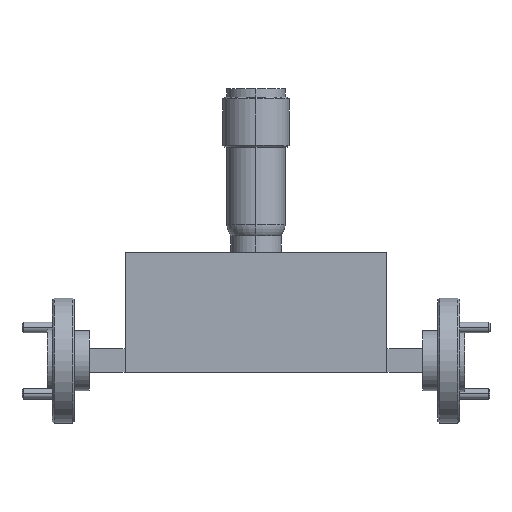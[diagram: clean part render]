
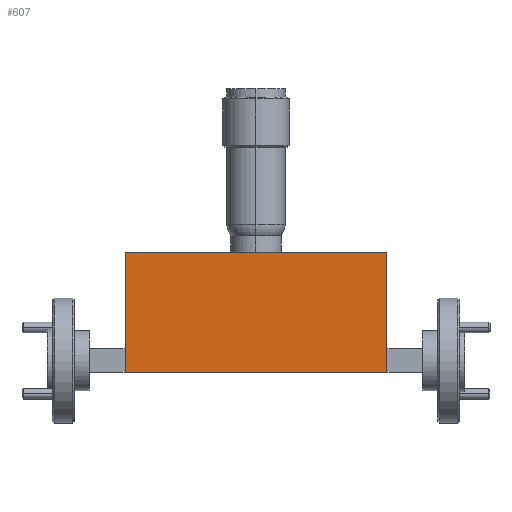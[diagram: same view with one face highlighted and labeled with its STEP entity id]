
A CAD part, top view. The second image highlights one B-rep face of the part: STEP entity #607.
In plain terms, the highlighted planar face has unit normal (0, 0, 1).
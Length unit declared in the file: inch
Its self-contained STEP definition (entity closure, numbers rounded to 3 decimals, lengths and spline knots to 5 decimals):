
#9 = DIRECTION ( 'NONE',  ( 0., -1., 0. ) ) ;
#328 = VERTEX_POINT ( 'NONE', #4978 ) ;
#412 = VECTOR ( 'NONE', #3435, 39.37008 ) ;
#607 = ADVANCED_FACE ( 'NONE', ( #4996 ), #4353, .T. ) ;
#879 = VERTEX_POINT ( 'NONE', #4735 ) ;
#1204 = CARTESIAN_POINT ( 'NONE',  ( 0.465, 0.6495, 0.215 ) ) ;
#1472 = VERTEX_POINT ( 'NONE', #1726 ) ;
#1508 = LINE ( 'NONE', #3544, #4507 ) ;
#1520 = DIRECTION ( 'NONE',  ( -1., 0., 0. ) ) ;
#1726 = CARTESIAN_POINT ( 'NONE',  ( 2.035, -0.0705, 0.215 ) ) ;
#2255 = EDGE_LOOP ( 'NONE', ( #4500, #2578, #4752, #3242 ) ) ;
#2465 = VERTEX_POINT ( 'NONE', #2557 ) ;
#2557 = CARTESIAN_POINT ( 'NONE',  ( 0.465, 0.6495, 0.215 ) ) ;
#2578 = ORIENTED_EDGE ( 'NONE', *, *, #5011, .F. ) ;
#2665 = LINE ( 'NONE', #3794, #412 ) ;
#2844 = VECTOR ( 'NONE', #1520, 39.37008 ) ;
#2971 = LINE ( 'NONE', #4263, #2844 ) ;
#3242 = ORIENTED_EDGE ( 'NONE', *, *, #5032, .T. ) ;
#3435 = DIRECTION ( 'NONE',  ( -1., 0., 0. ) ) ;
#3512 = AXIS2_PLACEMENT_3D ( 'NONE', #1204, #3588, #4736 ) ;
#3532 = DIRECTION ( 'NONE',  ( 0., -1., 0. ) ) ;
#3544 = CARTESIAN_POINT ( 'NONE',  ( 0.465, 0.6495, 0.215 ) ) ;
#3588 = DIRECTION ( 'NONE',  ( 0., 0., 1. ) ) ;
#3727 = VECTOR ( 'NONE', #9, 39.37008 ) ;
#3794 = CARTESIAN_POINT ( 'NONE',  ( 0.465, -0.0705, 0.215 ) ) ;
#3850 = LINE ( 'NONE', #3892, #3727 ) ;
#3892 = CARTESIAN_POINT ( 'NONE',  ( 2.035, 0.6495, 0.215 ) ) ;
#4263 = CARTESIAN_POINT ( 'NONE',  ( 0.465, 0.6495, 0.215 ) ) ;
#4353 = PLANE ( 'NONE',  #3512 ) ;
#4500 = ORIENTED_EDGE ( 'NONE', *, *, #4924, .F. ) ;
#4507 = VECTOR ( 'NONE', #3532, 39.37008 ) ;
#4735 = CARTESIAN_POINT ( 'NONE',  ( 2.035, 0.6495, 0.215 ) ) ;
#4736 = DIRECTION ( 'NONE',  ( 1., 0., 0. ) ) ;
#4752 = ORIENTED_EDGE ( 'NONE', *, *, #4999, .T. ) ;
#4924 = EDGE_CURVE ( 'NONE', #1472, #328, #2665, .T. ) ;
#4978 = CARTESIAN_POINT ( 'NONE',  ( 0.465, -0.0705, 0.215 ) ) ;
#4996 = FACE_OUTER_BOUND ( 'NONE', #2255, .T. ) ;
#4999 = EDGE_CURVE ( 'NONE', #879, #2465, #2971, .T. ) ;
#5011 = EDGE_CURVE ( 'NONE', #879, #1472, #3850, .T. ) ;
#5032 = EDGE_CURVE ( 'NONE', #2465, #328, #1508, .T. ) ;
